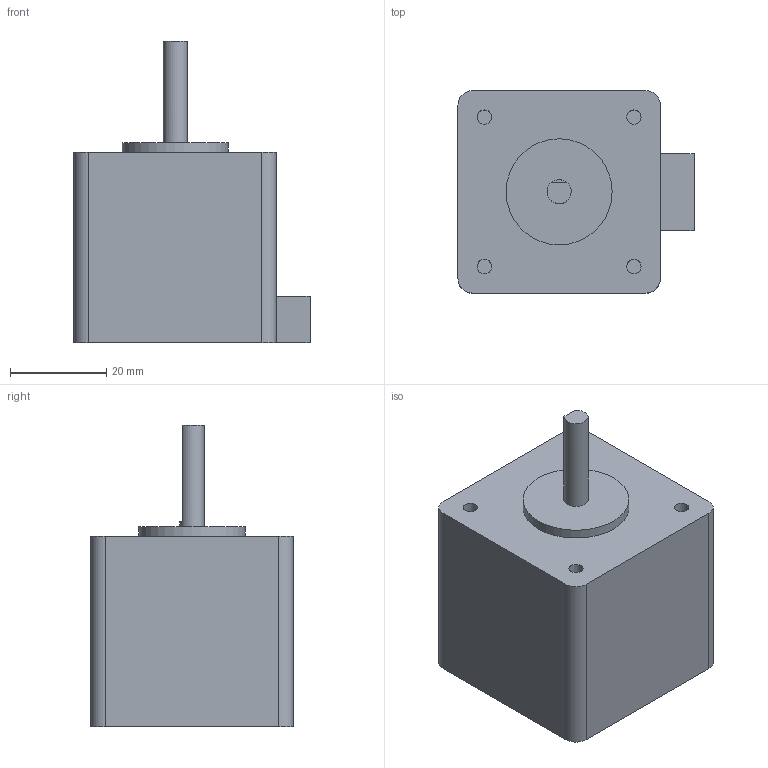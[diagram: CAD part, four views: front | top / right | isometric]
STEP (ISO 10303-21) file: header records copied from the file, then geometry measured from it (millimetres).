
FILE_DESCRIPTION(('FreeCAD Model'),'2;1');
FILE_NAME( 'StepperMotorNema42_withConnector.step', '2018-12-12T23:32:51',('Author'),(''), 'Open CASCADE STEP processor 7.3','FreeCAD','Unknown');
FILE_SCHEMA(('AUTOMOTIVE_DESIGN { 1 0 10303 214 1 1 1 1 }'));
Length unit declared in the file: millimetre
Products named in the file (1): StepperMotor
Bounding box: 49 x 42 x 62.5 mm (x, y, z)
Volume: 70887.1 mm3; surface area: 11708.3 mm2
Topology: 1 solids, 1 shells, 29 faces, 61 edges, 40 vertices
Faces by surface type: plane 19, cylinder 10
Full cylindrical faces by diameter (mm): 3 x4, 5 x1, 22 x1
Entity records: 1622 total; most frequent: CARTESIAN_POINT 307, DIRECTION 256, LINE 139, VECTOR 139, ORIENTED_EDGE 122, PCURVE 122, DEFINITIONAL_REPRESENTATION 122, EDGE_CURVE 61
